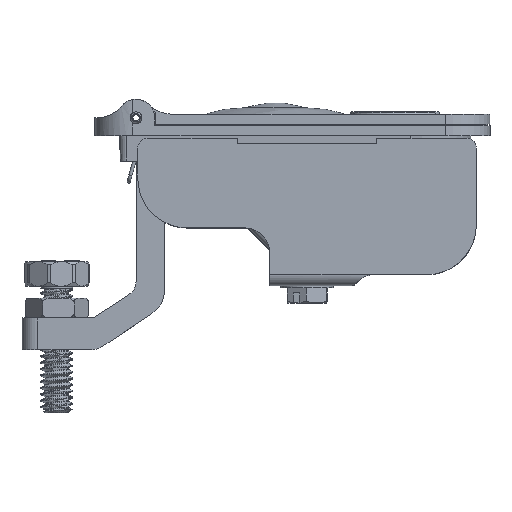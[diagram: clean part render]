
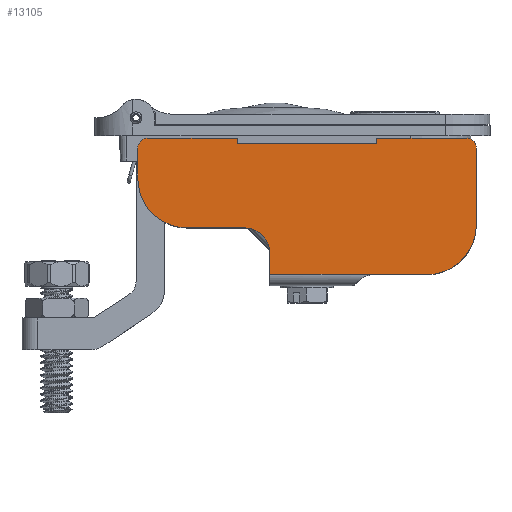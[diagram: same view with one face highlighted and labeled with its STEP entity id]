
A CAD part, top view. The second image highlights one B-rep face of the part: STEP entity #13105.
In plain terms, the highlighted planar face has unit normal (0, 0, 1).
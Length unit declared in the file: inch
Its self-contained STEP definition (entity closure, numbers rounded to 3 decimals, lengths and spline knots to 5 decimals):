
#409=PLANE('',#14147);
#1511=FACE_OUTER_BOUND('',#2234,.T.);
#2234=EDGE_LOOP('',(#11355,#11356,#11357,#11358,#11359,#11360,#11361,#11362,
#11363,#11364,#11365,#11366,#11367,#11368,#11369,#11370,#11371));
#2646=CIRCLE('',#14135,0.19685);
#2652=CIRCLE('',#14148,0.07874);
#2653=CIRCLE('',#14149,0.3937);
#2654=CIRCLE('',#14150,0.3937);
#2655=CIRCLE('',#14151,0.07874);
#3715=LINE('',#27113,#4795);
#3737=LINE('',#27414,#4817);
#3738=LINE('',#27415,#4818);
#3753=LINE('',#27580,#4833);
#3756=LINE('',#27588,#4836);
#3757=LINE('',#27591,#4837);
#3758=LINE('',#27595,#4838);
#3759=LINE('',#27599,#4839);
#3760=LINE('',#27601,#4840);
#3761=LINE('',#27603,#4841);
#3762=LINE('',#27605,#4842);
#3763=LINE('',#27606,#4843);
#4795=VECTOR('',#17081,0.16929);
#4817=VECTOR('',#17141,0.00394);
#4818=VECTOR('',#17142,0.7874);
#4833=VECTOR('',#17173,0.3937);
#4836=VECTOR('',#17180,0.3937);
#4837=VECTOR('',#17183,0.45276);
#4838=VECTOR('',#17186,0.44882);
#4839=VECTOR('',#17189,0.3937);
#4840=VECTOR('',#17190,0.03937);
#4841=VECTOR('',#17191,1.10236);
#4842=VECTOR('',#17192,0.03937);
#4843=VECTOR('',#17193,0.70866);
#5988=VERTEX_POINT('',#27110);
#5989=VERTEX_POINT('',#27112);
#6013=VERTEX_POINT('',#27387);
#6017=VERTEX_POINT('',#27411);
#6018=VERTEX_POINT('',#27413);
#6032=VERTEX_POINT('',#27578);
#6033=VERTEX_POINT('',#27584);
#6034=VERTEX_POINT('',#27585);
#6035=VERTEX_POINT('',#27587);
#6036=VERTEX_POINT('',#27589);
#6037=VERTEX_POINT('',#27592);
#6038=VERTEX_POINT('',#27594);
#6039=VERTEX_POINT('',#27596);
#6040=VERTEX_POINT('',#27598);
#6041=VERTEX_POINT('',#27600);
#6042=VERTEX_POINT('',#27602);
#6043=VERTEX_POINT('',#27604);
#7772=EDGE_CURVE('',#5988,#5989,#3715,.T.);
#7807=EDGE_CURVE('',#5989,#6013,#2646,.T.);
#7812=EDGE_CURVE('',#6017,#6018,#3737,.T.);
#7813=EDGE_CURVE('',#6018,#5988,#3738,.T.);
#7834=EDGE_CURVE('',#6032,#6017,#3753,.T.);
#7837=EDGE_CURVE('',#6033,#6034,#2652,.T.);
#7838=EDGE_CURVE('',#6033,#6035,#3756,.T.);
#7839=EDGE_CURVE('',#6035,#6036,#2653,.T.);
#7840=EDGE_CURVE('',#6036,#6013,#3757,.T.);
#7841=EDGE_CURVE('',#6032,#6037,#2654,.T.);
#7842=EDGE_CURVE('',#6037,#6038,#3758,.T.);
#7843=EDGE_CURVE('',#6039,#6038,#2655,.T.);
#7844=EDGE_CURVE('',#6039,#6040,#3759,.T.);
#7845=EDGE_CURVE('',#6040,#6041,#3760,.T.);
#7846=EDGE_CURVE('',#6041,#6042,#3761,.T.);
#7847=EDGE_CURVE('',#6042,#6043,#3762,.T.);
#7848=EDGE_CURVE('',#6043,#6034,#3763,.T.);
#11355=ORIENTED_EDGE('',*,*,#7837,.F.);
#11356=ORIENTED_EDGE('',*,*,#7838,.T.);
#11357=ORIENTED_EDGE('',*,*,#7839,.T.);
#11358=ORIENTED_EDGE('',*,*,#7840,.T.);
#11359=ORIENTED_EDGE('',*,*,#7807,.F.);
#11360=ORIENTED_EDGE('',*,*,#7772,.F.);
#11361=ORIENTED_EDGE('',*,*,#7813,.F.);
#11362=ORIENTED_EDGE('',*,*,#7812,.F.);
#11363=ORIENTED_EDGE('',*,*,#7834,.F.);
#11364=ORIENTED_EDGE('',*,*,#7841,.T.);
#11365=ORIENTED_EDGE('',*,*,#7842,.T.);
#11366=ORIENTED_EDGE('',*,*,#7843,.F.);
#11367=ORIENTED_EDGE('',*,*,#7844,.T.);
#11368=ORIENTED_EDGE('',*,*,#7845,.T.);
#11369=ORIENTED_EDGE('',*,*,#7846,.T.);
#11370=ORIENTED_EDGE('',*,*,#7847,.T.);
#11371=ORIENTED_EDGE('',*,*,#7848,.T.);
#13105=ADVANCED_FACE('',(#1511),#409,.T.);
#14135=AXIS2_PLACEMENT_3D('',#27388,#17132,#17133);
#14147=AXIS2_PLACEMENT_3D('',#27583,#17176,#17177);
#14148=AXIS2_PLACEMENT_3D('',#27586,#17178,#17179);
#14149=AXIS2_PLACEMENT_3D('',#27590,#17181,#17182);
#14150=AXIS2_PLACEMENT_3D('',#27593,#17184,#17185);
#14151=AXIS2_PLACEMENT_3D('',#27597,#17187,#17188);
#17081=DIRECTION('',(0.,1.,0.));
#17132=DIRECTION('center_axis',(0.,0.,
1.));
#17133=DIRECTION('ref_axis',(1.,0.,0.));
#17141=DIRECTION('',(0.,1.,0.));
#17142=DIRECTION('',(-1.,0.,0.));
#17173=DIRECTION('',(-1.,0.,0.));
#17176=DIRECTION('center_axis',(0.,0.,
1.));
#17177=DIRECTION('ref_axis',(1.,0.,0.));
#17178=DIRECTION('center_axis',(0.,0.,
-1.));
#17179=DIRECTION('ref_axis',(-0.707,0.707,0.));
#17180=DIRECTION('',(0.,-1.,0.));
#17181=DIRECTION('center_axis',(0.,0.,
1.));
#17182=DIRECTION('ref_axis',(-1.,0.,0.));
#17183=DIRECTION('',(1.,0.,0.));
#17184=DIRECTION('center_axis',(0.,0.,
1.));
#17185=DIRECTION('ref_axis',(0.,-1.,0.));
#17186=DIRECTION('',(0.,1.,0.));
#17187=DIRECTION('center_axis',(0.,0.,
-1.));
#17188=DIRECTION('ref_axis',(0.707,0.707,0.));
#17189=DIRECTION('',(-1.,0.,0.));
#17190=DIRECTION('',(0.,-1.,0.));
#17191=DIRECTION('',(-1.,0.,0.));
#17192=DIRECTION('',(0.,1.,0.));
#17193=DIRECTION('',(-1.,0.,0.));
#27110=CARTESIAN_POINT('',(1.28173,-1.175,0.61024));
#27112=CARTESIAN_POINT('',(1.28172,-1.00571,0.61024));
#27113=CARTESIAN_POINT('',(1.28173,-1.175,0.61024));
#27387=CARTESIAN_POINT('',(1.08487,-0.80886,0.61024));
#27388=CARTESIAN_POINT('Origin',(1.08488,-1.00571,0.61024));
#27411=CARTESIAN_POINT('',(2.06913,-1.17893,0.61024));
#27413=CARTESIAN_POINT('',(2.06913,-1.175,0.61024));
#27414=CARTESIAN_POINT('',(2.06913,-1.17894,0.61024));
#27415=CARTESIAN_POINT('',(2.06913,-1.175,0.61024));
#27578=CARTESIAN_POINT('',(2.52188,-1.17894,0.61024));
#27580=CARTESIAN_POINT('',(1.93625,-1.17894,0.61024));
#27583=CARTESIAN_POINT('Origin',(1.577,-0.71831,0.61024));
#27584=CARTESIAN_POINT('',(0.23842,-0.17894,0.61024));
#27585=CARTESIAN_POINT('',(0.31716,-0.1002,0.61024));
#27586=CARTESIAN_POINT('Origin',(0.31716,-0.17894,0.61024));
#27587=CARTESIAN_POINT('',(0.23842,-0.41516,0.61024));
#27588=CARTESIAN_POINT('',(0.23842,-0.54705,0.61024));
#27589=CARTESIAN_POINT('',(0.63212,-0.80886,0.61024));
#27590=CARTESIAN_POINT('Origin',(0.63212,-0.41516,0.61024));
#27591=CARTESIAN_POINT('',(0.63212,-0.80886,0.61024));
#27592=CARTESIAN_POINT('',(2.91558,-0.78524,0.61024));
#27593=CARTESIAN_POINT('Origin',(2.52188,-0.78524,0.61024));
#27594=CARTESIAN_POINT('',(2.91558,-0.17894,0.61024));
#27595=CARTESIAN_POINT('',(2.91558,-0.78524,0.61024));
#27596=CARTESIAN_POINT('',(2.83684,-0.1002,0.61024));
#27597=CARTESIAN_POINT('Origin',(2.83684,-0.17894,0.61024));
#27598=CARTESIAN_POINT('',(2.12818,-0.1002,0.61024));
#27599=CARTESIAN_POINT('',(2.02976,-0.1002,0.61024));
#27600=CARTESIAN_POINT('',(2.12818,-0.13957,0.61024));
#27601=CARTESIAN_POINT('',(2.12818,-0.1002,0.61024));
#27602=CARTESIAN_POINT('',(1.02582,-0.13957,0.61024));
#27603=CARTESIAN_POINT('',(2.12818,-0.13957,0.61024));
#27604=CARTESIAN_POINT('',(1.02582,-0.1002,0.61024));
#27605=CARTESIAN_POINT('',(1.02582,-0.13957,0.61024));
#27606=CARTESIAN_POINT('',(1.02582,-0.1002,0.61024));
